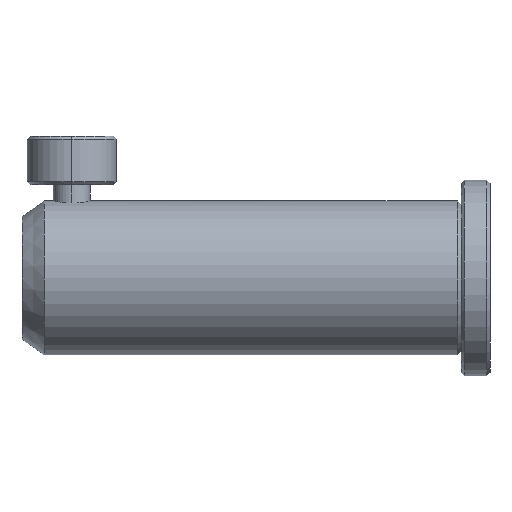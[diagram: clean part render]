
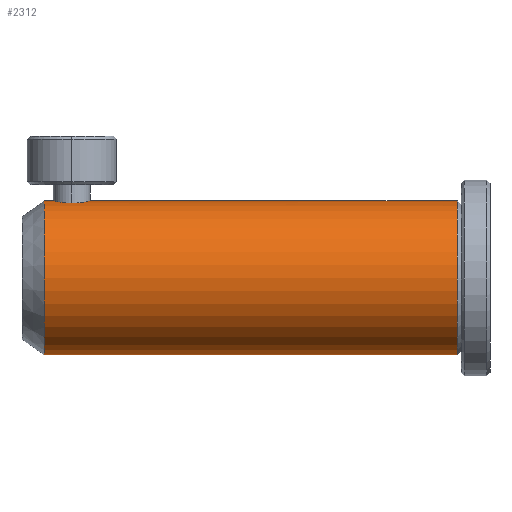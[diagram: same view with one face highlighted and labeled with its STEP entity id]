
A CAD part, left-side view. The second image highlights one B-rep face of the part: STEP entity #2312.
In plain terms, the highlighted cylindrical face has radius 12.507 mm (diameter 25.013 mm), a partial arc.
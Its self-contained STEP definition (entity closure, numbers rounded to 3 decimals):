
#1 = CARTESIAN_POINT ( 'NONE',  ( -18.283, 50.953, 24.263 ) ) ;
#19 = DIRECTION ( 'NONE',  ( 0., 1., 0. ) ) ;
#57 = AXIS2_PLACEMENT_3D ( 'NONE', #482, #1276, #1889 ) ;
#143 = CARTESIAN_POINT ( 'NONE',  ( -19.777, 48.351, 23.987 ) ) ;
#166 = CARTESIAN_POINT ( 'NONE',  ( -19.777, 48.153, 23.987 ) ) ;
#243 = DIRECTION ( 'NONE',  ( 0., 1., 0. ) ) ;
#252 = CARTESIAN_POINT ( 'NONE',  ( -19.379, 49.857, 24.079 ) ) ;
#263 = CARTESIAN_POINT ( 'NONE',  ( -16.777, 51.351, 24.353 ) ) ;
#271 = EDGE_CURVE ( 'NONE', #2094, #2771, #1240, .T. ) ;
#278 = CARTESIAN_POINT ( 'NONE',  ( -18.609, 50.735, 24.219 ) ) ;
#279 = VERTEX_POINT ( 'NONE', #2009 ) ;
#413 = CARTESIAN_POINT ( 'NONE',  ( -19.681, 47.573, 24.011 ) ) ;
#416 = VECTOR ( 'NONE', #243, 1000. ) ;
#441 = B_SPLINE_CURVE_WITH_KNOTS ( 'NONE', 3,
 ( #143, #166, #2940, #413, #2637, #2649, #2977, #693, #2967, #1273, #3230, #1554, #3475, #990, #2669, #1004, #1580, #1828 ),
 .UNSPECIFIED., .F., .F.,
 ( 4, 2, 2, 2, 2, 2, 2, 2, 4 ),
 ( 0.014, 0.015, 0.015, 0.016, 0.016, 0.017, 0.018, 0.018, 0.019 ),
 .UNSPECIFIED. ) ;
#452 = CARTESIAN_POINT ( 'NONE',  ( -16.777, 10.854, 24.353 ) ) ;
#482 = CARTESIAN_POINT ( 'NONE',  ( -16.777, 52.877, 11.846 ) ) ;
#630 = CYLINDRICAL_SURFACE ( 'NONE', #2060, 12.507 ) ;
#693 = CARTESIAN_POINT ( 'NONE',  ( -19.162, 46.521, 24.124 ) ) ;
#704 = DIRECTION ( 'NONE',  ( 0., 1., 0. ) ) ;
#751 = CARTESIAN_POINT ( 'NONE',  ( -16.777, 52.877, -0.661 ) ) ;
#799 = CARTESIAN_POINT ( 'NONE',  ( -17.565, 51.272, 24.333 ) ) ;
#866 = CARTESIAN_POINT ( 'NONE',  ( -16.777, 10.854, -0.661 ) ) ;
#871 = CIRCLE ( 'NONE', #2965, 12.507 ) ;
#891 = ORIENTED_EDGE ( 'NONE', *, *, #2028, .F. ) ;
#950 = B_SPLINE_CURVE_WITH_KNOTS ( 'NONE', 3,
 ( #263, #1110, #799, #3362, #1, #278, #1698, #3322, #1122, #252, #2241, #1665, #2210, #3332, #1673, #3342 ),
 .UNSPECIFIED., .F., .F.,
 ( 4, 2, 2, 2, 2, 2, 2, 4 ),
 ( 0.009, 0.011, 0.011, 0.012, 0.012, 0.013, 0.014, 0.014 ),
 .UNSPECIFIED. ) ;
#990 = CARTESIAN_POINT ( 'NONE',  ( -17.749, 45.506, 24.316 ) ) ;
#1004 = CARTESIAN_POINT ( 'NONE',  ( -17.172, 45.371, 24.348 ) ) ;
#1015 = ORIENTED_EDGE ( 'NONE', *, *, #1741, .F. ) ;
#1044 = CARTESIAN_POINT ( 'NONE',  ( -16.777, 10.854, 11.846 ) ) ;
#1058 = EDGE_CURVE ( 'NONE', #2997, #1949, #2380, .T. ) ;
#1074 = VERTEX_POINT ( 'NONE', #2242 ) ;
#1110 = CARTESIAN_POINT ( 'NONE',  ( -17.169, 51.351, 24.353 ) ) ;
#1122 = CARTESIAN_POINT ( 'NONE',  ( -19.162, 50.181, 24.124 ) ) ;
#1207 = ORIENTED_EDGE ( 'NONE', *, *, #271, .F. ) ;
#1240 = LINE ( 'NONE', #866, #3268 ) ;
#1262 = ORIENTED_EDGE ( 'NONE', *, *, #2177, .T. ) ;
#1273 = CARTESIAN_POINT ( 'NONE',  ( -18.762, 46.093, 24.195 ) ) ;
#1276 = DIRECTION ( 'NONE',  ( 0., 1., 0. ) ) ;
#1280 = EDGE_CURVE ( 'NONE', #2851, #1949, #441, .T. ) ;
#1324 = DIRECTION ( 'NONE',  ( 0., 1., 0. ) ) ;
#1338 = CARTESIAN_POINT ( 'NONE',  ( -16.777, -14.214, 24.353 ) ) ;
#1554 = CARTESIAN_POINT ( 'NONE',  ( -18.282, 45.749, 24.263 ) ) ;
#1580 = CARTESIAN_POINT ( 'NONE',  ( -16.976, 45.351, 24.353 ) ) ;
#1601 = DIRECTION ( 'NONE',  ( 0., 0., 1. ) ) ;
#1623 = EDGE_CURVE ( 'NONE', #2094, #2997, #871, .T. ) ;
#1665 = CARTESIAN_POINT ( 'NONE',  ( -19.623, 49.32, 24.025 ) ) ;
#1673 = CARTESIAN_POINT ( 'NONE',  ( -19.777, 48.549, 23.987 ) ) ;
#1698 = CARTESIAN_POINT ( 'NONE',  ( -18.759, 50.611, 24.195 ) ) ;
#1741 = EDGE_CURVE ( 'NONE', #279, #2851, #950, .T. ) ;
#1811 = ORIENTED_EDGE ( 'NONE', *, *, #1058, .T. ) ;
#1828 = CARTESIAN_POINT ( 'NONE',  ( -16.777, 45.351, 24.353 ) ) ;
#1852 = ORIENTED_EDGE ( 'NONE', *, *, #1623, .T. ) ;
#1889 = DIRECTION ( 'NONE',  ( 0., 0., 1. ) ) ;
#1945 = CARTESIAN_POINT ( 'NONE',  ( -16.777, 10.854, 24.353 ) ) ;
#1949 = VERTEX_POINT ( 'NONE', #3365 ) ;
#1956 = EDGE_LOOP ( 'NONE', ( #1207, #1852, #1811, #3218, #1015, #1262, #891 ) ) ;
#2009 = CARTESIAN_POINT ( 'NONE',  ( -16.777, 51.351, 24.353 ) ) ;
#2028 = EDGE_CURVE ( 'NONE', #2771, #1074, #2444, .T. ) ;
#2060 = AXIS2_PLACEMENT_3D ( 'NONE', #1044, #1324, #1601 ) ;
#2094 = VERTEX_POINT ( 'NONE', #2656 ) ;
#2146 = CARTESIAN_POINT ( 'NONE',  ( -16.777, -14.214, 11.846 ) ) ;
#2164 = FACE_OUTER_BOUND ( 'NONE', #1956, .T. ) ;
#2177 = EDGE_CURVE ( 'NONE', #279, #1074, #2530, .T. ) ;
#2210 = CARTESIAN_POINT ( 'NONE',  ( -19.68, 49.131, 24.011 ) ) ;
#2241 = CARTESIAN_POINT ( 'NONE',  ( -19.471, 49.685, 24.059 ) ) ;
#2242 = CARTESIAN_POINT ( 'NONE',  ( -16.777, 52.877, 24.353 ) ) ;
#2312 = ADVANCED_FACE ( 'NONE', ( #2164 ), #630, .T. ) ;
#2380 = LINE ( 'NONE', #1945, #416 ) ;
#2444 = CIRCLE ( 'NONE', #57, 12.507 ) ;
#2530 = LINE ( 'NONE', #452, #3535 ) ;
#2633 = DIRECTION ( 'NONE',  ( 0., 1., 0. ) ) ;
#2637 = CARTESIAN_POINT ( 'NONE',  ( -19.623, 47.382, 24.025 ) ) ;
#2649 = CARTESIAN_POINT ( 'NONE',  ( -19.473, 47.02, 24.059 ) ) ;
#2656 = CARTESIAN_POINT ( 'NONE',  ( -16.777, -14.214, -0.661 ) ) ;
#2669 = CARTESIAN_POINT ( 'NONE',  ( -17.559, 45.448, 24.33 ) ) ;
#2771 = VERTEX_POINT ( 'NONE', #751 ) ;
#2851 = VERTEX_POINT ( 'NONE', #3200 ) ;
#2940 = CARTESIAN_POINT ( 'NONE',  ( -19.758, 47.958, 23.992 ) ) ;
#2965 = AXIS2_PLACEMENT_3D ( 'NONE', #2146, #2633, #3301 ) ;
#2967 = CARTESIAN_POINT ( 'NONE',  ( -19.037, 46.368, 24.148 ) ) ;
#2977 = CARTESIAN_POINT ( 'NONE',  ( -19.38, 46.848, 24.079 ) ) ;
#2997 = VERTEX_POINT ( 'NONE', #1338 ) ;
#3200 = CARTESIAN_POINT ( 'NONE',  ( -19.777, 48.351, 23.987 ) ) ;
#3218 = ORIENTED_EDGE ( 'NONE', *, *, #1280, .F. ) ;
#3230 = CARTESIAN_POINT ( 'NONE',  ( -18.61, 45.968, 24.219 ) ) ;
#3268 = VECTOR ( 'NONE', #19, 1000. ) ;
#3301 = DIRECTION ( 'NONE',  ( 0., 0., 1. ) ) ;
#3322 = CARTESIAN_POINT ( 'NONE',  ( -19.036, 50.335, 24.148 ) ) ;
#3332 = CARTESIAN_POINT ( 'NONE',  ( -19.757, 48.747, 23.992 ) ) ;
#3342 = CARTESIAN_POINT ( 'NONE',  ( -19.777, 48.351, 23.987 ) ) ;
#3362 = CARTESIAN_POINT ( 'NONE',  ( -18.108, 51.047, 24.283 ) ) ;
#3365 = CARTESIAN_POINT ( 'NONE',  ( -16.777, 45.351, 24.353 ) ) ;
#3475 = CARTESIAN_POINT ( 'NONE',  ( -18.11, 45.657, 24.283 ) ) ;
#3535 = VECTOR ( 'NONE', #704, 1000. ) ;
